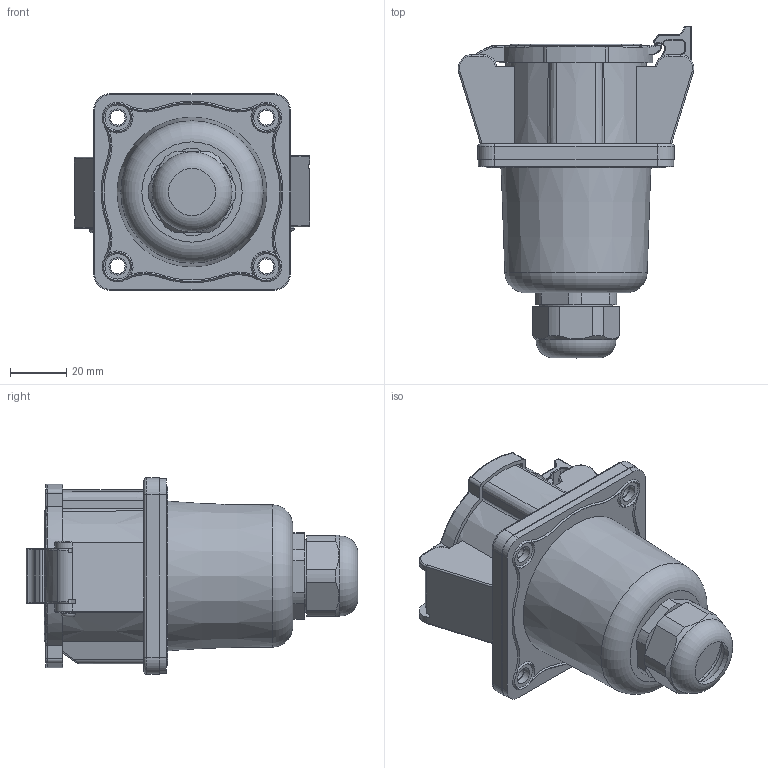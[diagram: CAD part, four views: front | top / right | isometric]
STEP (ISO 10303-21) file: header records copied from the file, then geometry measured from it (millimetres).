
FILE_DESCRIPTION(/* description */ (''),/* implementation_level */ '2;1');
FILE_NAME(/* name */ 'j1772-inlet-socket-type-1-dss-ev-v3.step',/* time_stamp */ '2024-01-08T02:31:11-05:00',/* author */ (''),/* organization */ (''),/* preprocessor_version */ 'ST-DEVELOPER v20',/* originating_system */ 'Autodesk Translation Framework v12.14.0.127',/* authorisation */ '');
FILE_SCHEMA (('AUTOMOTIVE_DESIGN { 1 0 10303 214 3 1 1 }'));
Length unit declared in the file: inch
Products named in the file (1): V3-DSS-EV-S
Bounding box: 83.99 x 118.21 x 70 mm (x, y, z)
Volume: 202073.8 mm3; surface area: 58553.4 mm2
Topology: 3 solids, 3 shells, 556 faces, 1361 edges, 844 vertices
Faces by surface type: plane 194, cylinder 176, torus 86, cone 78, bspline 18, sphere 4
Full cylindrical faces by diameter (mm): 1 x1, 1.5 x2, 2 x2, 2.5 x2, 2.8 x1, 3.6 x2, 5 x2, 5.3 x4, 6.2 x4, 16.694 x1, 25.7 x1, 33.8 x1, 34.8 x1
Entity records: 18182 total; most frequent: CARTESIAN_POINT 4770, DIRECTION 2976, ORIENTED_EDGE 2722, EDGE_CURVE 1361, AXIS2_PLACEMENT_3D 1173, VERTEX_POINT 844, LINE 630, VECTOR 630
